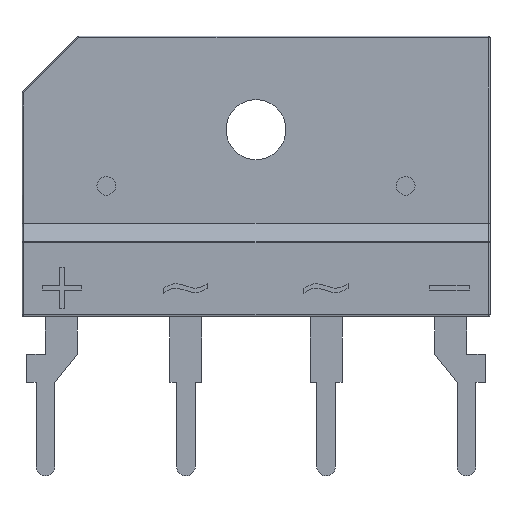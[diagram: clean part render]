
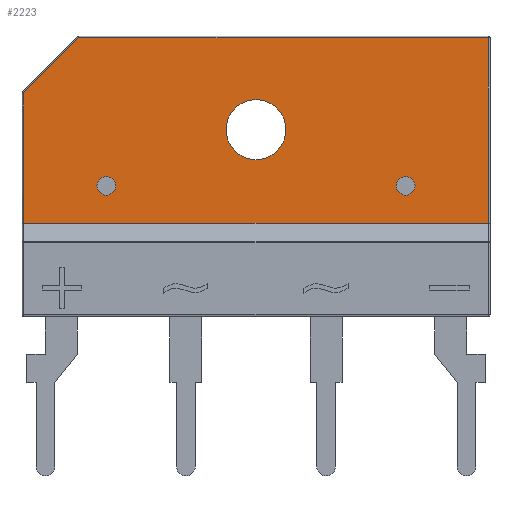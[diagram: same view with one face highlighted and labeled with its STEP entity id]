
A CAD part, front view. The second image highlights one B-rep face of the part: STEP entity #2223.
In plain terms, the highlighted planar face has unit normal (0, -1, 0).
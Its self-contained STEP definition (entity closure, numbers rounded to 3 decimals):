
#165 = EDGE_CURVE ( 'NONE', #8085, #6556, #10160, .T. ) ;
#173 = CARTESIAN_POINT ( 'NONE',  ( -8., -1.3, 7. ) ) ;
#211 = VECTOR ( 'NONE', #2303, 1000. ) ;
#448 = CARTESIAN_POINT ( 'NONE',  ( 0., -1.3, 10. ) ) ;
#538 = VERTEX_POINT ( 'NONE', #15039 ) ;
#572 = EDGE_CURVE ( 'NONE', #6445, #13393, #4360, .T. ) ;
#828 = DIRECTION ( 'NONE',  ( -1., 0., 0. ) ) ;
#994 = EDGE_CURVE ( 'NONE', #2881, #5777, #8947, .T. ) ;
#1158 = DIRECTION ( 'NONE',  ( 0., -1., 0. ) ) ;
#1234 = DIRECTION ( 'NONE',  ( 0., 0., -1. ) ) ;
#1469 = AXIS2_PLACEMENT_3D ( 'NONE', #448, #4067, #13534 ) ;
#1588 = ORIENTED_EDGE ( 'NONE', *, *, #3490, .T. ) ;
#1781 = EDGE_LOOP ( 'NONE', ( #8162, #3769 ) ) ;
#1872 = LINE ( 'NONE', #5558, #6494 ) ;
#1885 = EDGE_CURVE ( 'NONE', #5777, #2881, #3653, .T. ) ;
#2223 = ADVANCED_FACE ( 'NONE', ( #8457, #14588, #13173, #10716 ), #7449, .F. ) ;
#2226 = DIRECTION ( 'NONE',  ( 1., 0., 0. ) ) ;
#2292 = VECTOR ( 'NONE', #12717, 1000. ) ;
#2303 = DIRECTION ( 'NONE',  ( 0., 0., -1. ) ) ;
#2661 = CARTESIAN_POINT ( 'NONE',  ( 8., -1.3, 7. ) ) ;
#2755 = DIRECTION ( 'NONE',  ( 0., -1., 0. ) ) ;
#2881 = VERTEX_POINT ( 'NONE', #6845 ) ;
#2937 = DIRECTION ( 'NONE',  ( 0., 1., 0. ) ) ;
#3003 = AXIS2_PLACEMENT_3D ( 'NONE', #8601, #7440, #13317 ) ;
#3059 = DIRECTION ( 'NONE',  ( 0., -1., 0. ) ) ;
#3127 = CARTESIAN_POINT ( 'NONE',  ( -12.4, -1.3, 11.959 ) ) ;
#3449 = AXIS2_PLACEMENT_3D ( 'NONE', #2661, #7331, #11887 ) ;
#3490 = EDGE_CURVE ( 'NONE', #11773, #11252, #14956, .T. ) ;
#3653 = CIRCLE ( 'NONE', #7405, 0.5 ) ;
#3769 = ORIENTED_EDGE ( 'NONE', *, *, #994, .F. ) ;
#3926 = VERTEX_POINT ( 'NONE', #4237 ) ;
#3959 = CIRCLE ( 'NONE', #3003, 1.6 ) ;
#4016 = ORIENTED_EDGE ( 'NONE', *, *, #5779, .F. ) ;
#4067 = DIRECTION ( 'NONE',  ( 0., -1., 0. ) ) ;
#4237 = CARTESIAN_POINT ( 'NONE',  ( 0., -1.3, 8.4 ) ) ;
#4360 = LINE ( 'NONE', #6028, #14664 ) ;
#4404 = EDGE_LOOP ( 'NONE', ( #14847, #4016 ) ) ;
#4581 = ORIENTED_EDGE ( 'NONE', *, *, #5906, .F. ) ;
#4582 = ORIENTED_EDGE ( 'NONE', *, *, #5676, .T. ) ;
#4882 = DIRECTION ( 'NONE',  ( 0., 0., 1. ) ) ;
#5278 = CARTESIAN_POINT ( 'NONE',  ( -8., -1.3, 7. ) ) ;
#5541 = LINE ( 'NONE', #5613, #211 ) ;
#5558 = CARTESIAN_POINT ( 'NONE',  ( 12.4, -1.3, 15. ) ) ;
#5613 = CARTESIAN_POINT ( 'NONE',  ( -12.4, -1.3, 15. ) ) ;
#5669 = EDGE_CURVE ( 'NONE', #13393, #11773, #1872, .T. ) ;
#5676 = EDGE_CURVE ( 'NONE', #11252, #12924, #14997, .T. ) ;
#5777 = VERTEX_POINT ( 'NONE', #9616 ) ;
#5779 = EDGE_CURVE ( 'NONE', #6556, #8085, #10483, .T. ) ;
#5801 = CARTESIAN_POINT ( 'NONE',  ( 8., -1.3, 6.5 ) ) ;
#5827 = ORIENTED_EDGE ( 'NONE', *, *, #5669, .T. ) ;
#5906 = EDGE_CURVE ( 'NONE', #538, #3926, #3959, .T. ) ;
#6028 = CARTESIAN_POINT ( 'NONE',  ( -12.5, -1.3, 5. ) ) ;
#6037 = CARTESIAN_POINT ( 'NONE',  ( 12.4, -1.3, 5. ) ) ;
#6445 = VERTEX_POINT ( 'NONE', #8781 ) ;
#6494 = VECTOR ( 'NONE', #9224, 1000. ) ;
#6556 = VERTEX_POINT ( 'NONE', #15064 ) ;
#6741 = ORIENTED_EDGE ( 'NONE', *, *, #10238, .F. ) ;
#6845 = CARTESIAN_POINT ( 'NONE',  ( -8., -1.3, 7.5 ) ) ;
#7331 = DIRECTION ( 'NONE',  ( 0., -1., 0. ) ) ;
#7405 = AXIS2_PLACEMENT_3D ( 'NONE', #5278, #3059, #13750 ) ;
#7440 = DIRECTION ( 'NONE',  ( 0., -1., 0. ) ) ;
#7449 = PLANE ( 'NONE',  #8050 ) ;
#7815 = EDGE_LOOP ( 'NONE', ( #4582, #12312, #11509, #5827, #1588 ) ) ;
#8050 = AXIS2_PLACEMENT_3D ( 'NONE', #8769, #2937, #11400 ) ;
#8085 = VERTEX_POINT ( 'NONE', #5801 ) ;
#8162 = ORIENTED_EDGE ( 'NONE', *, *, #1885, .F. ) ;
#8457 = FACE_BOUND ( 'NONE', #4404, .T. ) ;
#8601 = CARTESIAN_POINT ( 'NONE',  ( 0., -1.3, 10. ) ) ;
#8769 = CARTESIAN_POINT ( 'NONE',  ( -12.5, -1.3, 15. ) ) ;
#8781 = CARTESIAN_POINT ( 'NONE',  ( -12.4, -1.3, 5. ) ) ;
#8947 = CIRCLE ( 'NONE', #11443, 0.5 ) ;
#9224 = DIRECTION ( 'NONE',  ( 0., 0., 1. ) ) ;
#9250 = CARTESIAN_POINT ( 'NONE',  ( 12.4, -1.3, 14.9 ) ) ;
#9450 = VECTOR ( 'NONE', #828, 1000. ) ;
#9616 = CARTESIAN_POINT ( 'NONE',  ( -8., -1.3, 6.5 ) ) ;
#10160 = CIRCLE ( 'NONE', #3449, 0.5 ) ;
#10238 = EDGE_CURVE ( 'NONE', #3926, #538, #13564, .T. ) ;
#10403 = CARTESIAN_POINT ( 'NONE',  ( -12.429, -1.3, 11.929 ) ) ;
#10483 = CIRCLE ( 'NONE', #12387, 0.5 ) ;
#10576 = CARTESIAN_POINT ( 'NONE',  ( -9.459, -1.3, 14.9 ) ) ;
#10703 = CARTESIAN_POINT ( 'NONE',  ( 8., -1.3, 7. ) ) ;
#10716 = FACE_BOUND ( 'NONE', #12007, .T. ) ;
#10720 = EDGE_CURVE ( 'NONE', #12924, #6445, #5541, .T. ) ;
#11252 = VERTEX_POINT ( 'NONE', #10576 ) ;
#11400 = DIRECTION ( 'NONE',  ( 0., 0., 1. ) ) ;
#11443 = AXIS2_PLACEMENT_3D ( 'NONE', #173, #2755, #4882 ) ;
#11509 = ORIENTED_EDGE ( 'NONE', *, *, #572, .T. ) ;
#11773 = VERTEX_POINT ( 'NONE', #9250 ) ;
#11887 = DIRECTION ( 'NONE',  ( 0., 0., -1. ) ) ;
#12007 = EDGE_LOOP ( 'NONE', ( #6741, #4581 ) ) ;
#12312 = ORIENTED_EDGE ( 'NONE', *, *, #10720, .T. ) ;
#12387 = AXIS2_PLACEMENT_3D ( 'NONE', #10703, #1158, #1234 ) ;
#12717 = DIRECTION ( 'NONE',  ( -0.707, 0., -0.707 ) ) ;
#12924 = VERTEX_POINT ( 'NONE', #3127 ) ;
#13173 = FACE_OUTER_BOUND ( 'NONE', #7815, .T. ) ;
#13317 = DIRECTION ( 'NONE',  ( 0., 0., 1. ) ) ;
#13393 = VERTEX_POINT ( 'NONE', #6037 ) ;
#13534 = DIRECTION ( 'NONE',  ( 0., 0., 1. ) ) ;
#13564 = CIRCLE ( 'NONE', #1469, 1.6 ) ;
#13750 = DIRECTION ( 'NONE',  ( 0., 0., 1. ) ) ;
#14588 = FACE_BOUND ( 'NONE', #1781, .T. ) ;
#14664 = VECTOR ( 'NONE', #2226, 1000. ) ;
#14847 = ORIENTED_EDGE ( 'NONE', *, *, #165, .F. ) ;
#14873 = CARTESIAN_POINT ( 'NONE',  ( -9.5, -1.3, 14.9 ) ) ;
#14956 = LINE ( 'NONE', #14873, #9450 ) ;
#14997 = LINE ( 'NONE', #10403, #2292 ) ;
#15039 = CARTESIAN_POINT ( 'NONE',  ( 0., -1.3, 11.6 ) ) ;
#15064 = CARTESIAN_POINT ( 'NONE',  ( 8., -1.3, 7.5 ) ) ;
